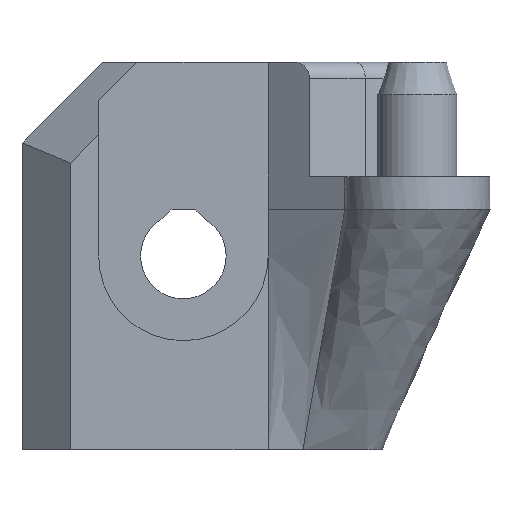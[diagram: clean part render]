
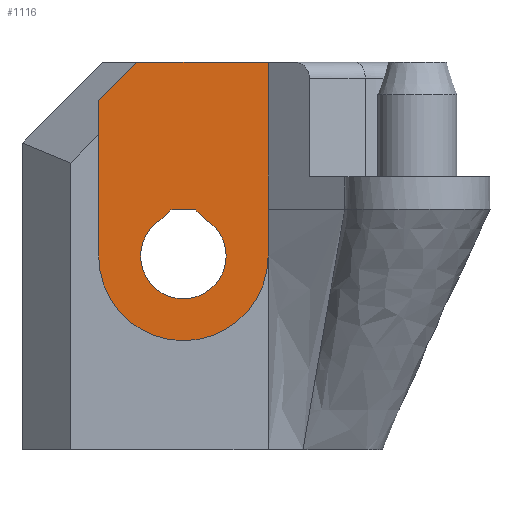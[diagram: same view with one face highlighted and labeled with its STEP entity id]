
A CAD part, left-side view. The second image highlights one B-rep face of the part: STEP entity #1116.
In plain terms, the highlighted planar face has unit normal (-1, 0, 0).
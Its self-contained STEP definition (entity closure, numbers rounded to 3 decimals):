
#19=FACE_BOUND('',#194,.T.);
#69=PLANE('',#1216);
#125=FACE_OUTER_BOUND('',#193,.T.);
#193=EDGE_LOOP('',(#953,#954,#955,#956,#957));
#194=EDGE_LOOP('',(#958,#959,#960,#961));
#258=LINE('',#1908,#375);
#305=LINE('',#2004,#422);
#312=LINE('',#2016,#429);
#316=LINE('',#2028,#433);
#317=LINE('',#2031,#434);
#318=LINE('',#2033,#435);
#319=LINE('',#2035,#436);
#375=VECTOR('',#1370,10.);
#422=VECTOR('',#1445,10.);
#429=VECTOR('',#1456,10.);
#433=VECTOR('',#1470,10.);
#434=VECTOR('',#1471,10.);
#435=VECTOR('',#1472,10.);
#436=VECTOR('',#1473,10.);
#472=CIRCLE('',#1217,5.25);
#473=CIRCLE('',#1218,2.65);
#532=VERTEX_POINT('',#1905);
#533=VERTEX_POINT('',#1907);
#568=VERTEX_POINT('',#2002);
#571=VERTEX_POINT('',#2014);
#574=VERTEX_POINT('',#2026);
#575=VERTEX_POINT('',#2029);
#576=VERTEX_POINT('',#2030);
#577=VERTEX_POINT('',#2032);
#578=VERTEX_POINT('',#2034);
#654=EDGE_CURVE('',#532,#533,#258,.T.);
#703=EDGE_CURVE('',#568,#532,#305,.T.);
#710=EDGE_CURVE('',#568,#571,#312,.T.);
#715=EDGE_CURVE('',#571,#574,#472,.T.);
#716=EDGE_CURVE('',#574,#533,#316,.T.);
#717=EDGE_CURVE('',#575,#576,#317,.T.);
#718=EDGE_CURVE('',#577,#575,#318,.T.);
#719=EDGE_CURVE('',#578,#577,#319,.T.);
#720=EDGE_CURVE('',#576,#578,#473,.T.);
#953=ORIENTED_EDGE('',*,*,#703,.F.);
#954=ORIENTED_EDGE('',*,*,#710,.T.);
#955=ORIENTED_EDGE('',*,*,#715,.T.);
#956=ORIENTED_EDGE('',*,*,#716,.T.);
#957=ORIENTED_EDGE('',*,*,#654,.F.);
#958=ORIENTED_EDGE('',*,*,#717,.F.);
#959=ORIENTED_EDGE('',*,*,#718,.F.);
#960=ORIENTED_EDGE('',*,*,#719,.F.);
#961=ORIENTED_EDGE('',*,*,#720,.F.);
#1116=ADVANCED_FACE('',(#125,#19),#69,.F.);
#1216=AXIS2_PLACEMENT_3D('',#2025,#1466,#1467);
#1217=AXIS2_PLACEMENT_3D('',#2027,#1468,#1469);
#1218=AXIS2_PLACEMENT_3D('',#2036,#1474,#1475);
#1370=DIRECTION('',(0.,-1.,0.));
#1445=DIRECTION('',(0.,-0.707,0.707));
#1456=DIRECTION('',(0.,0.,-1.));
#1466=DIRECTION('center_axis',(1.,0.,0.));
#1467=DIRECTION('ref_axis',(0.,0.,-1.));
#1468=DIRECTION('center_axis',(-1.,0.,0.));
#1469=DIRECTION('ref_axis',(0.,-1.,0.));
#1470=DIRECTION('',(0.,0.,1.));
#1471=DIRECTION('',(0.,0.707,-0.707));
#1472=DIRECTION('',(0.,1.,0.));
#1473=DIRECTION('',(0.,0.707,0.707));
#1474=DIRECTION('center_axis',(-1.,0.,0.));
#1475=DIRECTION('ref_axis',(0.,-1.,0.));
#1905=CARTESIAN_POINT('',(5.,17.379,7.));
#1907=CARTESIAN_POINT('',(5.,9.25,7.));
#1908=CARTESIAN_POINT('',(5.,12.899,7.));
#2002=CARTESIAN_POINT('',(5.,19.75,4.629));
#2004=CARTESIAN_POINT('',(5.,19.564,4.814));
#2014=CARTESIAN_POINT('',(5.,19.75,-5.));
#2016=CARTESIAN_POINT('',(5.,19.75,-3.313));
#2025=CARTESIAN_POINT('Origin',(5.,14.5,-1.625));
#2026=CARTESIAN_POINT('',(5.,9.25,-5.));
#2027=CARTESIAN_POINT('Origin',(5.,14.5,-5.));
#2028=CARTESIAN_POINT('',(5.,9.25,2.688));
#2029=CARTESIAN_POINT('',(5.,15.269,-2.149));
#2030=CARTESIAN_POINT('',(5.,15.825,-2.705));
#2031=CARTESIAN_POINT('',(5.,15.224,-2.104));
#2032=CARTESIAN_POINT('',(5.,13.731,-2.149));
#2033=CARTESIAN_POINT('',(5.,14.884,-2.149));
#2034=CARTESIAN_POINT('',(5.,13.175,-2.705));
#2035=CARTESIAN_POINT('',(5.,14.054,-1.826));
#2036=CARTESIAN_POINT('Origin',(5.,14.5,-5.));
